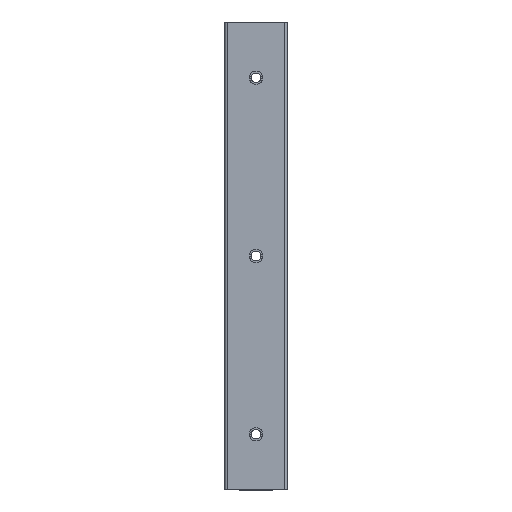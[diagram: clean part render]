
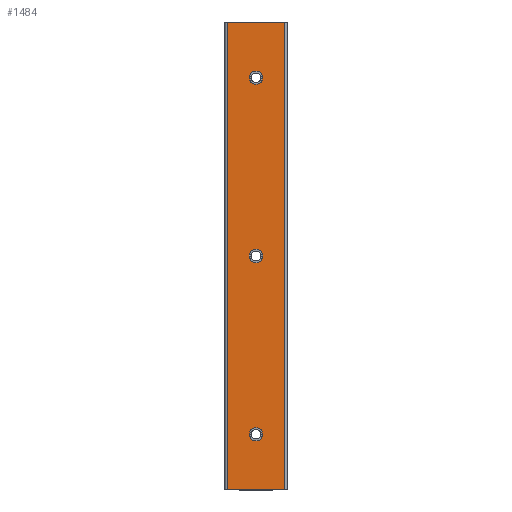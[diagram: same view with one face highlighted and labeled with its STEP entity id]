
A CAD part, left-side view. The second image highlights one B-rep face of the part: STEP entity #1484.
In plain terms, the highlighted planar face has unit normal (-1, 0, 0).
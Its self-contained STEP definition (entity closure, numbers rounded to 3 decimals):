
#16 = CARTESIAN_POINT ( 'NONE',  ( 0., 13., -210. ) ) ;
#85 = ORIENTED_EDGE ( 'NONE', *, *, #2127, .F. ) ;
#90 = LINE ( 'NONE', #251, #1964 ) ;
#122 = EDGE_CURVE ( 'NONE', #1767, #2175, #165, .T. ) ;
#141 = ORIENTED_EDGE ( 'NONE', *, *, #2589, .T. ) ;
#165 = CIRCLE ( 'NONE', #1999, 3. ) ;
#173 = DIRECTION ( 'NONE',  ( 0., 0., -1. ) ) ;
#197 = DIRECTION ( 'NONE',  ( 0., 0., -1. ) ) ;
#207 = CARTESIAN_POINT ( 'NONE',  ( 0., 0., -25. ) ) ;
#251 = CARTESIAN_POINT ( 'NONE',  ( 0., 13., 0. ) ) ;
#363 = CARTESIAN_POINT ( 'NONE',  ( 0., 0., -105. ) ) ;
#393 = VERTEX_POINT ( 'NONE', #2256 ) ;
#436 = ORIENTED_EDGE ( 'NONE', *, *, #714, .T. ) ;
#457 = AXIS2_PLACEMENT_3D ( 'NONE', #963, #2393, #1140 ) ;
#459 = CARTESIAN_POINT ( 'NONE',  ( 0., 13., -210. ) ) ;
#482 = EDGE_LOOP ( 'NONE', ( #141, #1024 ) ) ;
#500 = EDGE_CURVE ( 'NONE', #2165, #702, #1615, .T. ) ;
#568 = CARTESIAN_POINT ( 'NONE',  ( 0., 13., -210. ) ) ;
#570 = CARTESIAN_POINT ( 'NONE',  ( 0., 0., -28. ) ) ;
#584 = DIRECTION ( 'NONE',  ( 1., 0., 0. ) ) ;
#588 = ORIENTED_EDGE ( 'NONE', *, *, #739, .T. ) ;
#596 = FACE_BOUND ( 'NONE', #482, .T. ) ;
#624 = FACE_BOUND ( 'NONE', #2637, .T. ) ;
#702 = VERTEX_POINT ( 'NONE', #570 ) ;
#714 = EDGE_CURVE ( 'NONE', #1340, #1120, #1143, .T. ) ;
#739 = EDGE_CURVE ( 'NONE', #1120, #1340, #2140, .T. ) ;
#797 = DIRECTION ( 'NONE',  ( 1., 0., 0. ) ) ;
#801 = VECTOR ( 'NONE', #1026, 1000. ) ;
#823 = CARTESIAN_POINT ( 'NONE',  ( 0., 0., -102. ) ) ;
#824 = DIRECTION ( 'NONE',  ( 1., 0., 0. ) ) ;
#829 = DIRECTION ( 'NONE',  ( 0., 0., 1. ) ) ;
#857 = CIRCLE ( 'NONE', #2364, 3. ) ;
#872 = CARTESIAN_POINT ( 'NONE',  ( 0., -13., 0. ) ) ;
#891 = VECTOR ( 'NONE', #829, 1000. ) ;
#963 = CARTESIAN_POINT ( 'NONE',  ( 0., 0., -25. ) ) ;
#1024 = ORIENTED_EDGE ( 'NONE', *, *, #500, .T. ) ;
#1026 = DIRECTION ( 'NONE',  ( 0., 0., 1. ) ) ;
#1034 = DIRECTION ( 'NONE',  ( 0., 0., -1. ) ) ;
#1037 = FACE_BOUND ( 'NONE', #2492, .T. ) ;
#1038 = CARTESIAN_POINT ( 'NONE',  ( 0., 0., -185. ) ) ;
#1049 = DIRECTION ( 'NONE',  ( 0., -1., 0. ) ) ;
#1086 = LINE ( 'NONE', #2307, #801 ) ;
#1120 = VERTEX_POINT ( 'NONE', #2274 ) ;
#1140 = DIRECTION ( 'NONE',  ( 0., 0., -1. ) ) ;
#1143 = CIRCLE ( 'NONE', #1277, 3. ) ;
#1268 = CARTESIAN_POINT ( 'NONE',  ( 0., 0., -22. ) ) ;
#1277 = AXIS2_PLACEMENT_3D ( 'NONE', #363, #797, #173 ) ;
#1284 = VERTEX_POINT ( 'NONE', #1901 ) ;
#1304 = VERTEX_POINT ( 'NONE', #568 ) ;
#1339 = EDGE_CURVE ( 'NONE', #393, #2045, #90, .T. ) ;
#1340 = VERTEX_POINT ( 'NONE', #823 ) ;
#1382 = ORIENTED_EDGE ( 'NONE', *, *, #1339, .F. ) ;
#1392 = ORIENTED_EDGE ( 'NONE', *, *, #2334, .T. ) ;
#1417 = CIRCLE ( 'NONE', #1972, 3. ) ;
#1423 = LINE ( 'NONE', #16, #1466 ) ;
#1425 = FACE_OUTER_BOUND ( 'NONE', #2565, .T. ) ;
#1437 = DIRECTION ( 'NONE',  ( 1., 0., 0. ) ) ;
#1452 = PLANE ( 'NONE',  #2106 ) ;
#1466 = VECTOR ( 'NONE', #1888, 1000. ) ;
#1484 = ADVANCED_FACE ( 'NONE', ( #1037, #596, #1425, #624 ), #1452, .T. ) ;
#1611 = DIRECTION ( 'NONE',  ( 0., 0., -1. ) ) ;
#1615 = CIRCLE ( 'NONE', #457, 3. ) ;
#1628 = CARTESIAN_POINT ( 'NONE',  ( 0., 0., -105. ) ) ;
#1736 = CARTESIAN_POINT ( 'NONE',  ( 0., 0., -188. ) ) ;
#1754 = ORIENTED_EDGE ( 'NONE', *, *, #2548, .T. ) ;
#1767 = VERTEX_POINT ( 'NONE', #1993 ) ;
#1826 = DIRECTION ( 'NONE',  ( 1., 0., 0. ) ) ;
#1854 = DIRECTION ( 'NONE',  ( 0., 0., -1. ) ) ;
#1888 = DIRECTION ( 'NONE',  ( 0., -1., 0. ) ) ;
#1901 = CARTESIAN_POINT ( 'NONE',  ( 0., -13., -210. ) ) ;
#1957 = AXIS2_PLACEMENT_3D ( 'NONE', #1628, #584, #197 ) ;
#1964 = VECTOR ( 'NONE', #2231, 1000. ) ;
#1972 = AXIS2_PLACEMENT_3D ( 'NONE', #2380, #1826, #1611 ) ;
#1993 = CARTESIAN_POINT ( 'NONE',  ( 0., 0., -182. ) ) ;
#1999 = AXIS2_PLACEMENT_3D ( 'NONE', #1038, #824, #1854 ) ;
#2045 = VERTEX_POINT ( 'NONE', #872 ) ;
#2078 = DIRECTION ( 'NONE',  ( -1., 0., 0. ) ) ;
#2091 = EDGE_CURVE ( 'NONE', #1284, #2045, #1086, .T. ) ;
#2106 = AXIS2_PLACEMENT_3D ( 'NONE', #2275, #2078, #1049 ) ;
#2127 = EDGE_CURVE ( 'NONE', #1304, #393, #2501, .T. ) ;
#2140 = CIRCLE ( 'NONE', #1957, 3. ) ;
#2165 = VERTEX_POINT ( 'NONE', #1268 ) ;
#2175 = VERTEX_POINT ( 'NONE', #1736 ) ;
#2231 = DIRECTION ( 'NONE',  ( 0., -1., 0. ) ) ;
#2232 = ORIENTED_EDGE ( 'NONE', *, *, #2091, .T. ) ;
#2256 = CARTESIAN_POINT ( 'NONE',  ( 0., 13., 0. ) ) ;
#2274 = CARTESIAN_POINT ( 'NONE',  ( 0., 0., -108. ) ) ;
#2275 = CARTESIAN_POINT ( 'NONE',  ( 0., 13., -210. ) ) ;
#2307 = CARTESIAN_POINT ( 'NONE',  ( 0., -13., -210. ) ) ;
#2334 = EDGE_CURVE ( 'NONE', #2175, #1767, #1417, .T. ) ;
#2364 = AXIS2_PLACEMENT_3D ( 'NONE', #207, #1437, #1034 ) ;
#2380 = CARTESIAN_POINT ( 'NONE',  ( 0., 0., -185. ) ) ;
#2393 = DIRECTION ( 'NONE',  ( 1., 0., 0. ) ) ;
#2414 = ORIENTED_EDGE ( 'NONE', *, *, #122, .T. ) ;
#2492 = EDGE_LOOP ( 'NONE', ( #588, #436 ) ) ;
#2501 = LINE ( 'NONE', #459, #891 ) ;
#2548 = EDGE_CURVE ( 'NONE', #1304, #1284, #1423, .T. ) ;
#2565 = EDGE_LOOP ( 'NONE', ( #1382, #85, #1754, #2232 ) ) ;
#2589 = EDGE_CURVE ( 'NONE', #702, #2165, #857, .T. ) ;
#2637 = EDGE_LOOP ( 'NONE', ( #1392, #2414 ) ) ;
